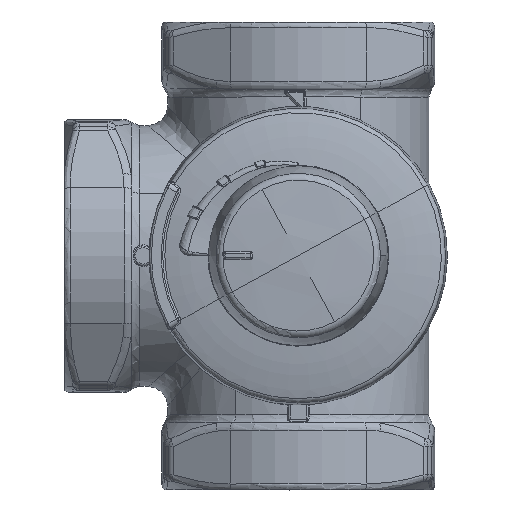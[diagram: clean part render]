
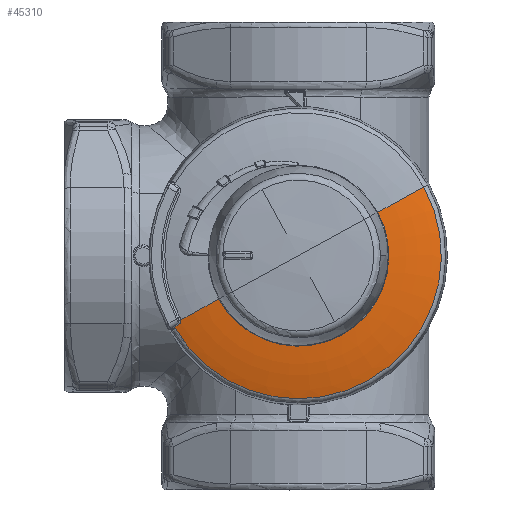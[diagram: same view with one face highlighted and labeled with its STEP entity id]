
A CAD part, top view. The second image highlights one B-rep face of the part: STEP entity #45310.
In plain terms, the highlighted toroidal (fillet/blend) face has major radius 15.055 mm and minor radius 80 mm.
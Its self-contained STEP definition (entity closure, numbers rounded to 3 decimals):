
#44461=AXIS2_PLACEMENT_3D('Circle Axis2P3D',#44459,#44460,$) ;
#45039=AXIS2_PLACEMENT_3D('Circle Axis2P3D',#45037,#45038,$) ;
#45226=AXIS2_PLACEMENT_3D('Torus Axis2P3D',#45223,#45224,#45225) ;
#45230=AXIS2_PLACEMENT_3D('Circle Axis2P3D',#45228,#45229,$) ;
#45237=AXIS2_PLACEMENT_3D('Circle Axis2P3D',#45235,#45236,$) ;
#44432=CARTESIAN_POINT('Vertex',(11.134,-20.381,7.477)) ;
#44439=CARTESIAN_POINT('Vertex',(-11.134,20.381,7.477)) ;
#44459=CARTESIAN_POINT('Axis2P3D Location',(0.,0.,7.477)) ;
#44923=CARTESIAN_POINT('Vertex',(17.606,-32.227,4.905)) ;
#45037=CARTESIAN_POINT('Axis2P3D Location',(0.,0.,4.905)) ;
#45041=CARTESIAN_POINT('Vertex',(-18.516,31.713,4.905)) ;
#45223=CARTESIAN_POINT('Axis2P3D Location',(0.,0.,-72.104)) ;
#45228=CARTESIAN_POINT('Axis2P3D Location',(-7.218,13.212,-72.104)) ;
#45232=CARTESIAN_POINT('Vertex',(-16.488,30.182,5.523)) ;
#45235=CARTESIAN_POINT('Axis2P3D Location',(7.218,-13.212,-72.104)) ;
#45287=CARTESIAN_POINT('Control Point',(-17.441,30.448,5.346)) ;
#45288=CARTESIAN_POINT('Control Point',(-17.306,30.303,5.396)) ;
#45289=CARTESIAN_POINT('Control Point',(-17.124,30.199,5.442)) ;
#45290=CARTESIAN_POINT('Control Point',(-16.898,30.149,5.481)) ;
#45291=CARTESIAN_POINT('Control Point',(-16.685,30.153,5.506)) ;
#45292=CARTESIAN_POINT('Control Point',(-16.488,30.182,5.523)) ;
#45293=CARTESIAN_POINT('Vertex',(-17.441,30.448,5.346)) ;
#45297=CARTESIAN_POINT('Control Point',(-18.516,31.713,4.905)) ;
#45298=CARTESIAN_POINT('Control Point',(-18.177,31.279,5.059)) ;
#45299=CARTESIAN_POINT('Control Point',(-17.822,30.857,5.206)) ;
#45300=CARTESIAN_POINT('Control Point',(-17.441,30.448,5.346)) ;
#44460=DIRECTION('Axis2P3D Direction',(0.,0.,1.)) ;
#45038=DIRECTION('Axis2P3D Direction',(0.,0.,1.)) ;
#45224=DIRECTION('Axis2P3D Direction',(0.,0.,1.)) ;
#45225=DIRECTION('Axis2P3D XDirection',(-0.479,0.878,0.)) ;
#45229=DIRECTION('Axis2P3D Direction',(0.878,0.479,0.)) ;
#45236=DIRECTION('Axis2P3D Direction',(-0.878,-0.479,0.)) ;
#45303=ORIENTED_EDGE('',*,*,#45043,.T.) ;
#45304=ORIENTED_EDGE('',*,*,#45239,.T.) ;
#45305=ORIENTED_EDGE('',*,*,#44463,.T.) ;
#45306=ORIENTED_EDGE('',*,*,#45234,.F.) ;
#45307=ORIENTED_EDGE('',*,*,#45295,.T.) ;
#45308=ORIENTED_EDGE('',*,*,#45301,.T.) ;
#45310=ADVANCED_FACE('',(#45309),#45227,.T.) ;
#45286=B_SPLINE_CURVE_WITH_KNOTS('',5,(#45287,#45288,#45289,#45290,#45291,#45292),.UNSPECIFIED.,.F.,.U.,(6,6),(1.343,2.434),.UNSPECIFIED.) ;
#45296=B_SPLINE_CURVE_WITH_KNOTS('',3,(#45297,#45298,#45299,#45300),.UNSPECIFIED.,.F.,.U.,(4,4),(3.873,6.271),.UNSPECIFIED.) ;
#44462=CIRCLE('generated circle',#44461,23.224) ;
#45040=CIRCLE('generated circle',#45039,36.723) ;
#45231=CIRCLE('generated circle',#45230,80.) ;
#45238=CIRCLE('generated circle',#45237,80.) ;
#45227=DEGENERATE_TOROIDAL_SURFACE('homeo Torus',#45226,15.055,80.,.T.) ;
#44463=EDGE_CURVE('',#44433,#44440,#44462,.F.) ;
#45043=EDGE_CURVE('',#45042,#44924,#45040,.T.) ;
#45234=EDGE_CURVE('',#45233,#44440,#45231,.T.) ;
#45239=EDGE_CURVE('',#44924,#44433,#45238,.T.) ;
#45295=EDGE_CURVE('',#45233,#45294,#45286,.F.) ;
#45301=EDGE_CURVE('',#45294,#45042,#45296,.F.) ;
#45302=EDGE_LOOP('',(#45303,#45304,#45305,#45306,#45307,#45308)) ;
#45309=FACE_OUTER_BOUND('',#45302,.T.) ;
#44433=VERTEX_POINT('',#44432) ;
#44440=VERTEX_POINT('',#44439) ;
#44924=VERTEX_POINT('',#44923) ;
#45042=VERTEX_POINT('',#45041) ;
#45233=VERTEX_POINT('',#45232) ;
#45294=VERTEX_POINT('',#45293) ;
